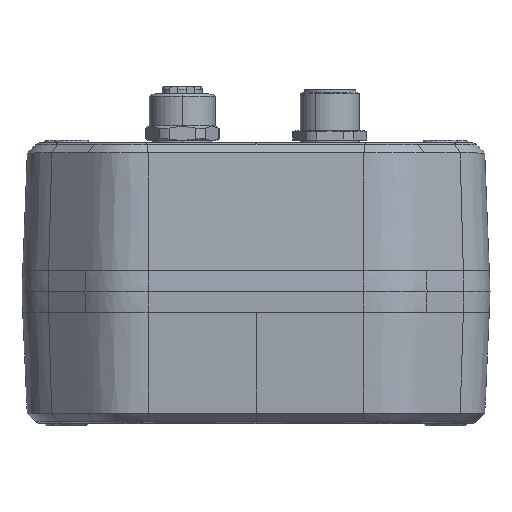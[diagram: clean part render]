
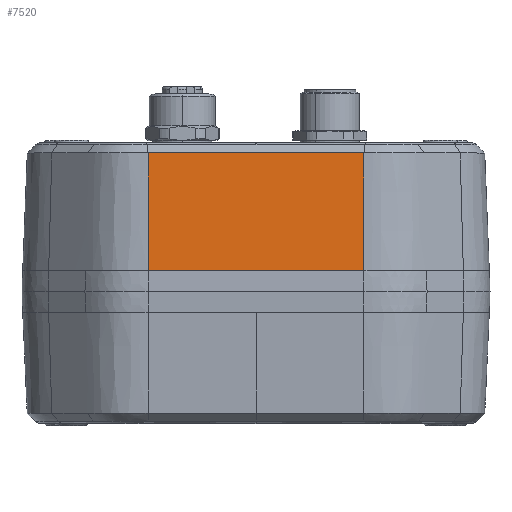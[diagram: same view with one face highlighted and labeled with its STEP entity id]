
A CAD part, top view. The second image highlights one B-rep face of the part: STEP entity #7520.
In plain terms, the highlighted planar face has unit normal (0, 0.038, 0.999).
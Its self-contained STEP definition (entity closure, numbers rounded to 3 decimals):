
#6246=CARTESIAN_POINT('',(21.934,5.5,22.61));
#6252=CARTESIAN_POINT('',(21.934,29.419,21.693));
#6295=DIRECTION('',(-1.,0.,0.));
#6296=VECTOR('',#6295,43.868);
#6297=CARTESIAN_POINT('',(21.934,5.5,22.61));
#6298=LINE('',#6297,#6296);
#6299=DIRECTION('',(1.,0.,0.));
#6300=VECTOR('',#6299,43.868);
#6301=CARTESIAN_POINT('',(-21.934,29.416,21.69));
#6302=LINE('',#6301,#6300);
#6303=DIRECTION('',(0.,0.999,-0.038));
#6304=VECTOR('',#6303,23.936);
#6305=CARTESIAN_POINT('',(21.934,5.5,22.61));
#6306=LINE('',#6305,#6304);
#6358=CARTESIAN_POINT('',(-21.934,29.416,21.69));
#6364=DIRECTION('',(0.,0.999,-0.038));
#6365=VECTOR('',#6364,23.934);
#6366=CARTESIAN_POINT('',(-21.934,5.5,22.61));
#6367=LINE('',#6366,#6365);
#6726=VERTEX_POINT('',#6252);
#6731=VERTEX_POINT('',#6358);
#6733=VERTEX_POINT('',#6246);
#6734=CARTESIAN_POINT('',(-21.934,5.5,22.61));
#6735=VERTEX_POINT('',#6734);
#7506=CARTESIAN_POINT('',(10.967,18.5,22.11));
#7507=DIRECTION('',(0.,0.038,0.999));
#7508=DIRECTION('',(-1.,0.,0.));
#7509=AXIS2_PLACEMENT_3D('',#7506,#7507,#7508);
#7510=PLANE('',#7509);
#7512=ORIENTED_EDGE('',*,*,#7511,.T.);
#7514=ORIENTED_EDGE('',*,*,#7513,.T.);
#7516=ORIENTED_EDGE('',*,*,#7515,.T.);
#7517=ORIENTED_EDGE('',*,*,#7487,.F.);
#7518=EDGE_LOOP('',(#7512,#7514,#7516,#7517));
#7519=FACE_OUTER_BOUND('',#7518,.F.);
#7520=ADVANCED_FACE('',(#7519),#7510,.T.);
#7487=EDGE_CURVE('',#6733,#6726,#6306,.T.);
#7511=EDGE_CURVE('',#6733,#6735,#6298,.T.);
#7513=EDGE_CURVE('',#6735,#6731,#6367,.T.);
#7515=EDGE_CURVE('',#6731,#6726,#6302,.T.);
